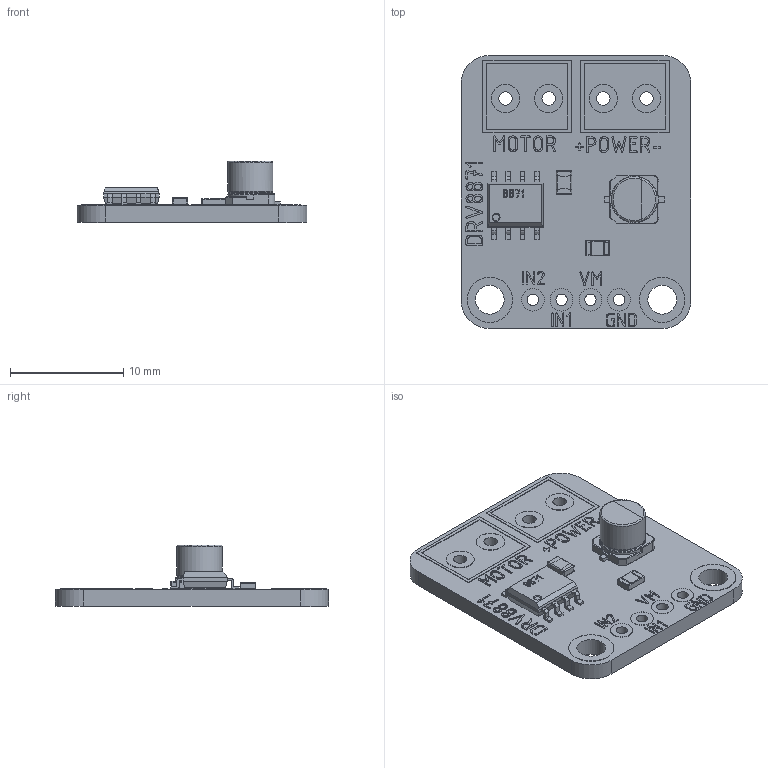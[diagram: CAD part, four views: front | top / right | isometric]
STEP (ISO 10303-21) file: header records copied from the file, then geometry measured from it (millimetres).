
FILE_DESCRIPTION(/* description */ (''),/* implementation_level */ '2;1');
FILE_NAME(/* name */ 'DRV8871.step',/* time_stamp */ '2024-09-27T14:20:47+02:00',/* author */ (''),/* organization */ (''),/* preprocessor_version */ 'ST-DEVELOPER v20',/* originating_system */ 'Autodesk Translation Framework v13.20.0.188',/* authorisation */ '');
FILE_SCHEMA (('AUTOMOTIVE_DESIGN { 1 0 10303 214 3 1 1 }'));
Length unit declared in the file: millimetre
Products named in the file (9): #EL02x6 - DRV8871; DRV8871_module_PCB; RESC-0805; CAPC-0805-T0; DRV8871_R-PDSO-G8; electrolytic_capacitor_D4; SMD AEC (Base); SMD AEC (Cylinder); SMD AEC (Pin)
Assembly tree (9 placements, depth 3):
  #EL02x6 - DRV8871
    DRV8871_module_PCB
    RESC-0805
    CAPC-0805-T0
    DRV8871_R-PDSO-G8
    electrolytic_capacitor_D4
      SMD AEC (Base)
      SMD AEC (Pin)  x2
      SMD AEC (Cylinder)
Bounding box: 20.32 x 24.13 x 5.45 mm (x, y, z)
Volume: 789.1 mm3; surface area: 1385.7 mm2
Topology: 10 solids, 10 shells, 964 faces, 2512 edges, 1642 vertices
Faces by surface type: plane 482, bspline 316, cylinder 142, torus 15, sphere 8, cone 1
Full cylindrical faces by diameter (mm): 0.583 x2, 1 x4, 1.2 x4, 2 x8, 2.5 x8, 2.54 x2, 4 x6
Entity records: 31274 total; most frequent: CARTESIAN_POINT 8762, ORIENTED_EDGE 4960, DIRECTION 3431, EDGE_CURVE 2480, VERTEX_POINT 1626, LINE 1545, VECTOR 1545, EDGE_LOOP 1060
